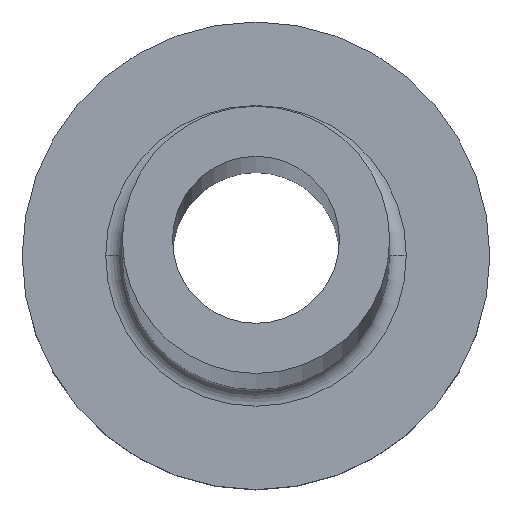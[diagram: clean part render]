
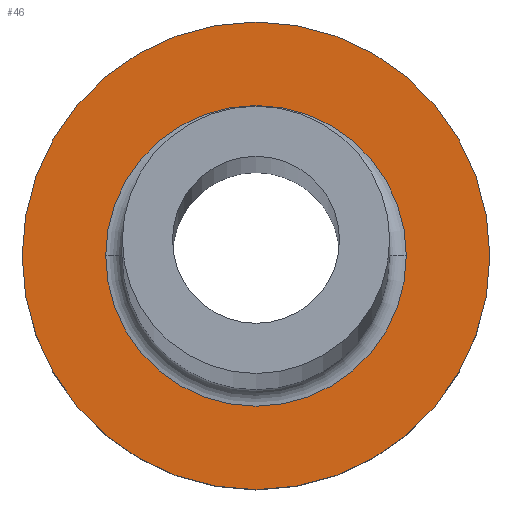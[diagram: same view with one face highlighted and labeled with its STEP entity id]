
A CAD part, top view. The second image highlights one B-rep face of the part: STEP entity #46.
In plain terms, the highlighted planar face has unit normal (0, 0, 1).
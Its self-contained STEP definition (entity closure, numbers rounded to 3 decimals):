
#5 = VERTEX_POINT ( 'NONE', #345 ) ;
#12 = CARTESIAN_POINT ( 'NONE',  ( -7., 0., 5. ) ) ;
#19 = CIRCLE ( 'NONE', #64, 4.5 ) ;
#20 = EDGE_CURVE ( 'NONE', #84, #206, #19, .T. ) ;
#21 = CARTESIAN_POINT ( 'NONE',  ( 0., 0., 5. ) ) ;
#26 = DIRECTION ( 'NONE',  ( 0., 0., 1. ) ) ;
#31 = CIRCLE ( 'NONE', #255, 7. ) ;
#33 = ORIENTED_EDGE ( 'NONE', *, *, #20, .T. ) ;
#34 = CARTESIAN_POINT ( 'NONE',  ( -4.5, 0., 5. ) ) ;
#36 = EDGE_CURVE ( 'NONE', #350, #5, #31, .T. ) ;
#38 = CIRCLE ( 'NONE', #87, 4.5 ) ;
#46 = ADVANCED_FACE ( 'NONE', ( #228, #80 ), #285, .T. ) ;
#63 = CARTESIAN_POINT ( 'NONE',  ( 0., 0., 5. ) ) ;
#64 = AXIS2_PLACEMENT_3D ( 'NONE', #171, #290, #204 ) ;
#80 = FACE_OUTER_BOUND ( 'NONE', #355, .T. ) ;
#84 = VERTEX_POINT ( 'NONE', #199 ) ;
#87 = AXIS2_PLACEMENT_3D ( 'NONE', #91, #131, #190 ) ;
#91 = CARTESIAN_POINT ( 'NONE',  ( 0., 0., 5. ) ) ;
#107 = ORIENTED_EDGE ( 'NONE', *, *, #36, .T. ) ;
#109 = CARTESIAN_POINT ( 'NONE',  ( 0., 0., 5. ) ) ;
#120 = AXIS2_PLACEMENT_3D ( 'NONE', #63, #178, #155 ) ;
#131 = DIRECTION ( 'NONE',  ( 0., 0., -1. ) ) ;
#155 = DIRECTION ( 'NONE',  ( 1., 0., 0. ) ) ;
#171 = CARTESIAN_POINT ( 'NONE',  ( 0., 0., 5. ) ) ;
#178 = DIRECTION ( 'NONE',  ( 0., 0., 1. ) ) ;
#190 = DIRECTION ( 'NONE',  ( 1., 0., 0. ) ) ;
#199 = CARTESIAN_POINT ( 'NONE',  ( 4.5, 0., 5. ) ) ;
#204 = DIRECTION ( 'NONE',  ( 1., 0., 0. ) ) ;
#206 = VERTEX_POINT ( 'NONE', #34 ) ;
#228 = FACE_BOUND ( 'NONE', #314, .T. ) ;
#233 = DIRECTION ( 'NONE',  ( 1., 0., 0. ) ) ;
#237 = ORIENTED_EDGE ( 'NONE', *, *, #362, .T. ) ;
#254 = EDGE_CURVE ( 'NONE', #5, #350, #275, .T. ) ;
#255 = AXIS2_PLACEMENT_3D ( 'NONE', #109, #348, #233 ) ;
#275 = CIRCLE ( 'NONE', #120, 7. ) ;
#280 = AXIS2_PLACEMENT_3D ( 'NONE', #21, #26, #316 ) ;
#285 = PLANE ( 'NONE',  #280 ) ;
#290 = DIRECTION ( 'NONE',  ( 0., 0., -1. ) ) ;
#314 = EDGE_LOOP ( 'NONE', ( #33, #237 ) ) ;
#316 = DIRECTION ( 'NONE',  ( 1., 0., 0. ) ) ;
#345 = CARTESIAN_POINT ( 'NONE',  ( 7., 0., 5. ) ) ;
#348 = DIRECTION ( 'NONE',  ( 0., 0., 1. ) ) ;
#350 = VERTEX_POINT ( 'NONE', #12 ) ;
#355 = EDGE_LOOP ( 'NONE', ( #107, #380 ) ) ;
#362 = EDGE_CURVE ( 'NONE', #206, #84, #38, .T. ) ;
#380 = ORIENTED_EDGE ( 'NONE', *, *, #254, .T. ) ;
